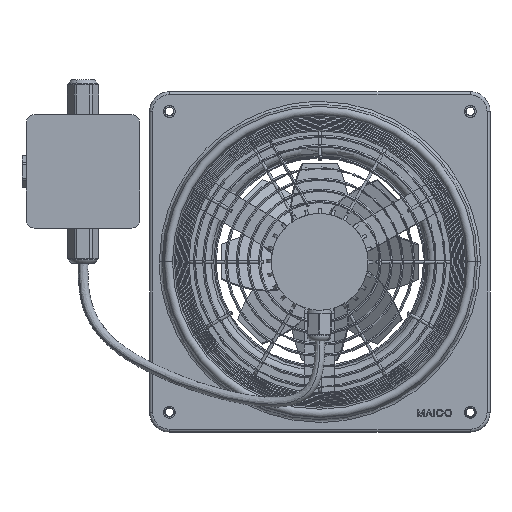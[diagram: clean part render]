
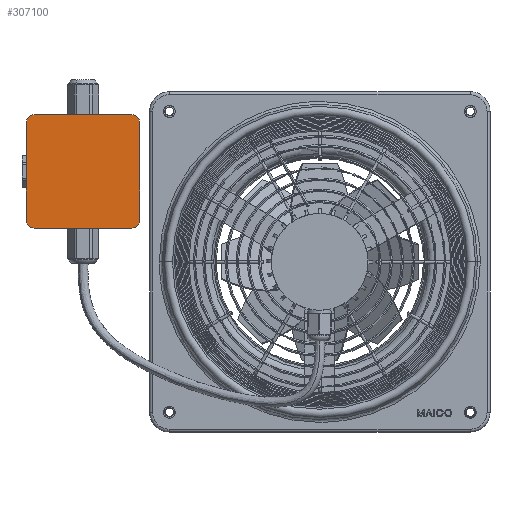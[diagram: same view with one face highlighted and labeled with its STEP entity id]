
A CAD part, left-side view. The second image highlights one B-rep face of the part: STEP entity #307100.
In plain terms, the highlighted planar face has unit normal (-1, 0, 0).
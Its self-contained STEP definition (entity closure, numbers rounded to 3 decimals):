
#292400=CARTESIAN_POINT('',(-7.067,154.226,
34.281));
#292410=DIRECTION('',(0.,-1.,0.));
#292420=VECTOR('',#292410,1.);
#292430=LINE('',#292400,#292420);
#292440=CARTESIAN_POINT('',(-7.067,203.726,
34.281));
#292450=VERTEX_POINT('',#292440);
#292460=CARTESIAN_POINT('',(-7.067,104.726,
34.281));
#292470=VERTEX_POINT('',#292460);
#292480=EDGE_CURVE('',#292450,#292470,#292430,.T.);
#294250=CARTESIAN_POINT('',(-7.067,104.726,
42.281));
#294260=DIRECTION('',(1.,0.,0.));
#294270=DIRECTION('',(0.,-1.,0.));
#294280=AXIS2_PLACEMENT_3D('',#294250,#294260,#294270);
#294290=CIRCLE('',#294280,8.);
#294300=CARTESIAN_POINT('',(-7.067,96.726,
42.281));
#294310=VERTEX_POINT('',#294300);
#294320=EDGE_CURVE('',#294310,#292470,#294290,.T.);
#294510=CARTESIAN_POINT('',(-7.067,96.726,
91.781));
#294520=DIRECTION('',(0.,0.,1.));
#294530=VECTOR('',#294520,1.);
#294540=LINE('',#294510,#294530);
#294550=CARTESIAN_POINT('',(-7.067,96.726,
141.281));
#294560=VERTEX_POINT('',#294550);
#294570=EDGE_CURVE('',#294310,#294560,#294540,.T.);
#294740=CARTESIAN_POINT('',(-7.067,104.726,
141.281));
#294750=DIRECTION('',(1.,0.,0.));
#294760=DIRECTION('',(0.,-1.,0.));
#294770=AXIS2_PLACEMENT_3D('',#294740,#294750,#294760);
#294780=CIRCLE('',#294770,8.);
#294790=CARTESIAN_POINT('',(-7.067,104.726,
149.281));
#294800=VERTEX_POINT('',#294790);
#294810=EDGE_CURVE('',#294800,#294560,#294780,.T.);
#295000=CARTESIAN_POINT('',(-7.067,154.226,
149.281));
#295010=DIRECTION('',(0.,1.,0.));
#295020=VECTOR('',#295010,1.);
#295030=LINE('',#295000,#295020);
#295040=CARTESIAN_POINT('',(-7.067,203.726,
149.281));
#295050=VERTEX_POINT('',#295040);
#295060=EDGE_CURVE('',#294800,#295050,#295030,.T.);
#296270=CARTESIAN_POINT('',(-7.067,203.726,
141.281));
#296280=DIRECTION('',(1.,0.,0.));
#296290=DIRECTION('',(0.,-1.,0.));
#296300=AXIS2_PLACEMENT_3D('',#296270,#296280,#296290);
#296310=CIRCLE('',#296300,8.);
#296320=CARTESIAN_POINT('',(-7.067,211.726,
141.281));
#296330=VERTEX_POINT('',#296320);
#296340=EDGE_CURVE('',#296330,#295050,#296310,.T.);
#296530=CARTESIAN_POINT('',(-7.067,211.726,
91.781));
#296540=DIRECTION('',(0.,0.,-1.));
#296550=VECTOR('',#296540,1.);
#296560=LINE('',#296530,#296550);
#296570=CARTESIAN_POINT('',(-7.067,211.726,
42.281));
#296580=VERTEX_POINT('',#296570);
#296590=EDGE_CURVE('',#296330,#296580,#296560,.T.);
#297810=CARTESIAN_POINT('',(-7.067,203.726,
42.281));
#297820=DIRECTION('',(-1.,0.,0.));
#297830=DIRECTION('',(0.,1.,0.));
#297840=AXIS2_PLACEMENT_3D('',#297810,#297820,#297830);
#297850=CIRCLE('',#297840,8.);
#297860=EDGE_CURVE('',#296580,#292450,#297850,.T.);
#306950=CARTESIAN_POINT('',(-7.067,207.126,
91.781));
#306960=DIRECTION('',(1.,0.,0.));
#306970=DIRECTION('',(0.,0.,1.));
#306980=AXIS2_PLACEMENT_3D('',#306950,#306960,#306970);
#306990=PLANE('',#306980);
#307000=ORIENTED_EDGE('',*,*,#294810,.F.);
#307010=ORIENTED_EDGE('',*,*,#294570,.T.);
#307020=ORIENTED_EDGE('',*,*,#294320,.F.);
#307030=ORIENTED_EDGE('',*,*,#292480,.T.);
#307040=ORIENTED_EDGE('',*,*,#297860,.T.);
#307050=ORIENTED_EDGE('',*,*,#296590,.T.);
#307060=ORIENTED_EDGE('',*,*,#296340,.F.);
#307070=ORIENTED_EDGE('',*,*,#295060,.T.);
#307080=EDGE_LOOP('',(#307070,#307060,#307050,#307040,#307030,#307020,
#307010,#307000));
#307090=FACE_OUTER_BOUND('',#307080,.T.);
#307100=ADVANCED_FACE('',(#307090),#306990,.F.);
